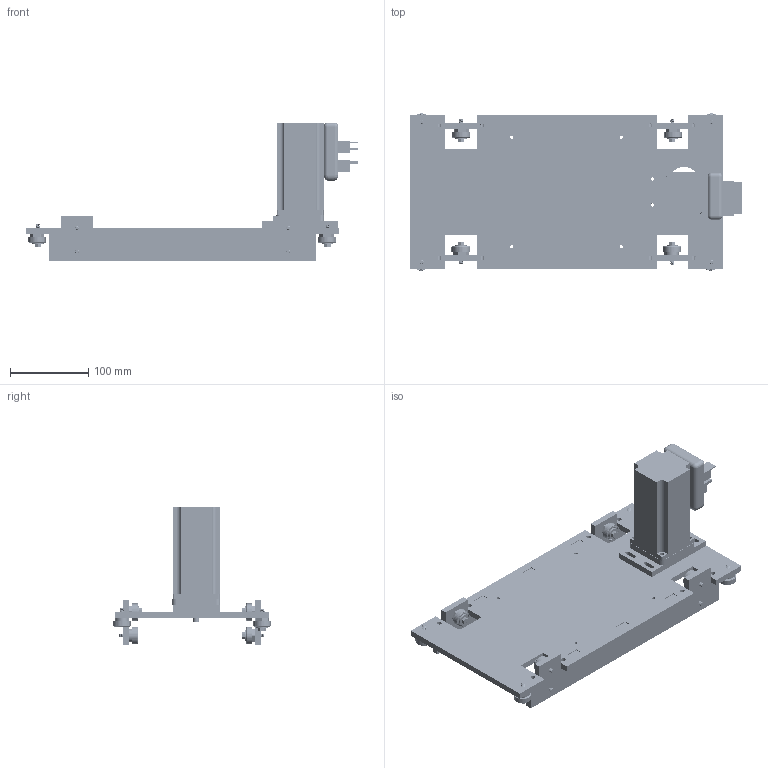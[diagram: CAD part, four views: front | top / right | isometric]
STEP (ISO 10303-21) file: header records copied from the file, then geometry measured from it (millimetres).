
FILE_DESCRIPTION(/* description */ (''),/* implementation_level */ '2;1');
FILE_NAME(/* name */ 'Roller_carriage_without_dust_protection v5.step',/* time_stamp */ '2018-07-03T20:56:19+02:00',/* author */ ('jaknil'),/* organization */ (''),/* preprocessor_version */ 'ST-DEVELOPER v17',/* originating_system */ 'Autodesk Translation Framework v7.1.0.215',/* authorisation */ '');
FILE_SCHEMA (('AUTOMOTIVE_DESIGN { 1 0 10303 214 3 1 1 }'));
Length unit declared in the file: millimetre
Products named in the file (33): Roller_carriage_without_dust_protection; Axis_plate; Top; Bottom; Rollers; Conical_center_spacer; Roller_m5_center; Roller_m5_excenter; Roller_m5_excenter_1; Conical_center_spacer_1; Roller_m5_center_1; Roller_m5_excenter_2; Roller_m5_excenter_3; Conical_center_spacer_2; Roller_m5_center_2; Roller_m5_excenter_4; Roller_m5_excenter_5; Conical_center_spacer_3; Roller_m5_center_3; Conical_center_spacer_4; 91263A836; Roller_m5_center_4; Excenter (1); 608 bearing; Roller_m5_excenter_6; Excenter (1)_1; 608 bearing_1; M5_washer; M5x25_hex-head; Motor_assy; Motor_plate_y; Motor_spacer nema24; nema24
Assembly tree (75 placements, depth 5):
  Roller_carriage_without_dust_protection
    Axis_plate
    Top
    Bottom
    Rollers
      Conical_center_spacer
        91263A836
        Roller_m5_center
          Excenter (1)
          608 bearing
      Roller_m5_excenter
        Excenter (1)_1
        608 bearing_1
        M5_washer  x2
        M5x25_hex-head
      Roller_m5_excenter_1
        Excenter (1)_1
        608 bearing_1
        M5_washer  x2
        M5x25_hex-head
      Conical_center_spacer_1
        91263A836
        Roller_m5_center_1
          Excenter (1)
          608 bearing
      Roller_m5_excenter_2
        Excenter (1)_1
        608 bearing_1
        M5_washer  x2
        M5x25_hex-head
      Roller_m5_excenter_3
        Excenter (1)_1
        608 bearing_1
        M5_washer  x2
        M5x25_hex-head
      Conical_center_spacer_2
        91263A836
        Roller_m5_center_2
          Excenter (1)
          608 bearing
      Roller_m5_excenter_4
        Excenter (1)_1
        608 bearing_1
        M5_washer  x2
        M5x25_hex-head
      Roller_m5_excenter_5
        Excenter (1)_1
        608 bearing_1
        M5_washer  x2
        M5x25_hex-head
      Conical_center_spacer_3
        91263A836
        Roller_m5_center_3
          Excenter (1)
          608 bearing
      Conical_center_spacer_4
        91263A836
        Roller_m5_center_4
          Excenter (1)
          608 bearing
Bounding box: 424 x 201 x 177 mm (x, y, z)
Volume: 1357807.1 mm3; surface area: 353550.5 mm2
Topology: 62 solids, 62 shells, 1992 faces, 5250 edges, 3490 vertices
Faces by surface type: cylinder 954, plane 568, bspline 252, torus 125, cone 89, sphere 4
Full cylindrical faces by diameter (mm): 3.961 x312, 4.2 x24, 4.5 x2, 5 x317, 5.2 x8, 5.4 x14, 6 x8, 8 x25, 10 x5, 12.1 x24, 12.4 x12, 14.8 x14, 16.5 x5, 19.2 x24, 22 x12, 36.3 x1, 37 x2
Entity records: 30878 total; most frequent: CARTESIAN_POINT 15708, ORIENTED_EDGE 3044, DIRECTION 2861, EDGE_CURVE 1522, VERTEX_POINT 1006, AXIS2_PLACEMENT_3D 998, LINE 865, VECTOR 865
